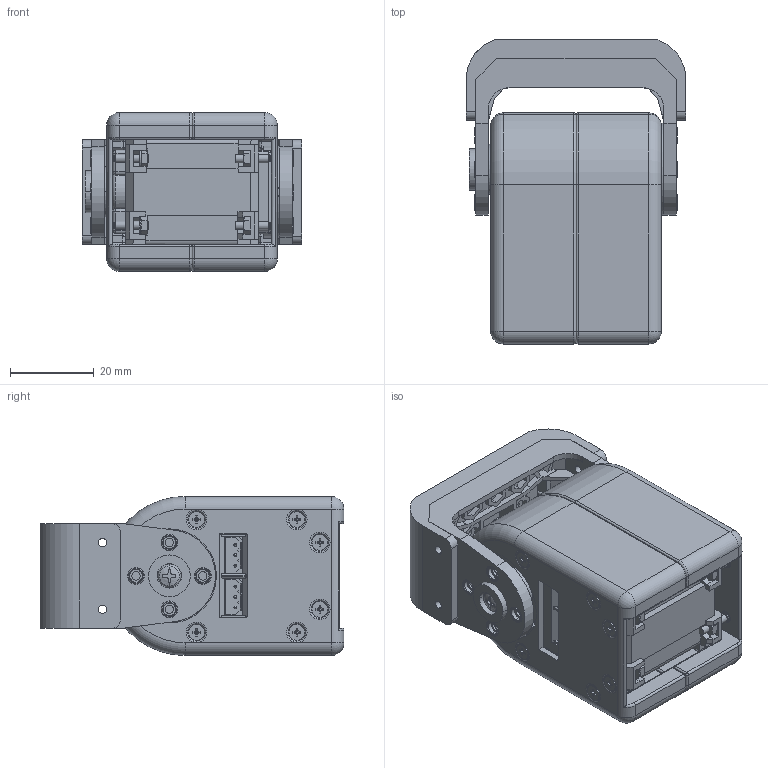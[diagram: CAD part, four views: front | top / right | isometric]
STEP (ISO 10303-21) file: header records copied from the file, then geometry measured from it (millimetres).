
FILE_DESCRIPTION((''),'2;1');
FILE_NAME('SNODO_2_ASM','2016-11-21T',('Karim'),(''),'CREO PARAMETRIC BY PTC INC, 2014350','CREO PARAMETRIC BY PTC INC, 2014350','');
FILE_SCHEMA(('CONFIG_CONTROL_DESIGN'));
Products named in the file (21): PRT0001_1; PRT0002_1; PRT0003_1; PRT0004_1; PRT0005_1; PRT0006_1; PRT0007_1; ASM0002_ASM_1_ASM; ASM0001_ASM_1_ASM; AX-12A_ASM; F2; FR04-BU; FR04-WA; SCOCCA_SNODO2; SCOCCA_SNODO2_SPECCHIO; ICRFS0106; IWPSA02; INHS102; ICRFC0206; ATTACCO_CUCCHIAIO; SNODO_2_ASM
Assembly tree (51 placements, depth 5):
  SNODO_2_ASM
    AX-12A_ASM
      ASM0001_ASM_1_ASM
        ASM0002_ASM_1_ASM
          PRT0001_1
          PRT0002_1
          PRT0003_1  x4
          PRT0004_1  x2
          PRT0005_1
          PRT0006_1
          PRT0007_1
    F2
    FR04-BU
    FR04-WA
    SCOCCA_SNODO2
    SCOCCA_SNODO2_SPECCHIO
    PRT0007_1
    ICRFS0106
    IWPSA02  x6
    INHS102  x12
    ICRFC0206  x11
    ATTACCO_CUCCHIAIO
Bounding box: 52.56 x 72.67 x 38.04 mm (x, y, z)
Volume: 77458.4 mm3; surface area: 46095.6 mm2
Topology: 48 solids, 60 shells, 3197 faces, 8023 edges, 4900 vertices
Faces by surface type: plane 1700, cylinder 739, cone 404, torus 198, bspline 98, sphere 58
Entity records: 69477 total; most frequent: CARTESIAN_POINT 14566, DIRECTION 11628, ORIENTED_EDGE 11260, EDGE_CURVE 5670, AXIS2_PLACEMENT_3D 3978, VECTOR 3672, LINE 3672, VERTEX_POINT 3644
